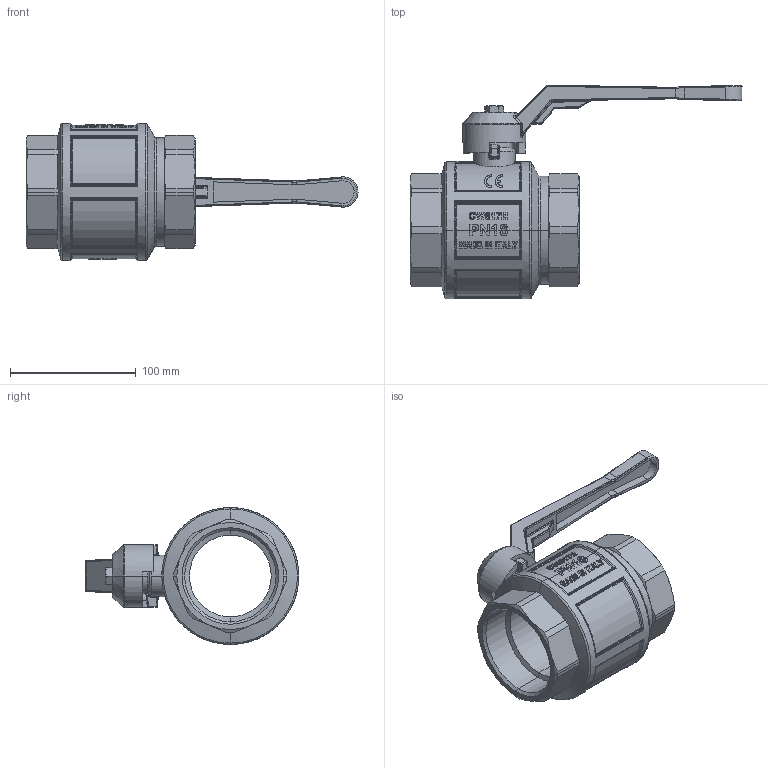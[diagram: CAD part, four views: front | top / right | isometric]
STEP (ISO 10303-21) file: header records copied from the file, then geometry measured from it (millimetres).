
FILE_DESCRIPTION(('STEP AP214'),'1');
FILE_NAME('valve_990-2_1_2.stp','2017-11-21T09:02:46',('TraceParts'),('TraceParts S.A.'),'Spatial InterOp 3D',' ',' ');
FILE_SCHEMA(('automotive_design'));
Length unit declared in the file: millimetre
Products named in the file (1): valve_990-2_1_2
Bounding box: 264 x 169.98 x 109 mm (x, y, z)
Volume: 633167.6 mm3; surface area: 102751.4 mm2
Topology: 1 solids, 1 shells, 994 faces, 2553 edges, 1575 vertices
Faces by surface type: plane 305, cylinder 297, bspline 229, sphere 60, cone 52, torus 51
Entity records: 44766 total; most frequent: CARTESIAN_POINT 13738, ORIENTED_EDGE 5058, DIRECTION 4591, EDGE_CURVE 2529, AXIS2_PLACEMENT_3D 1812, VERTEX_POINT 1575, EDGE_LOOP 1034, STYLED_ITEM 995
